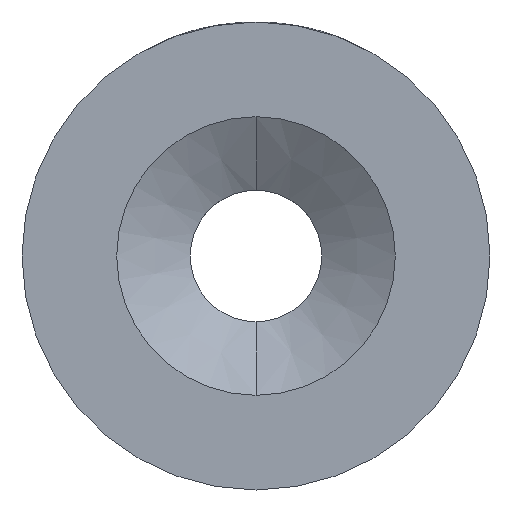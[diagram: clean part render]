
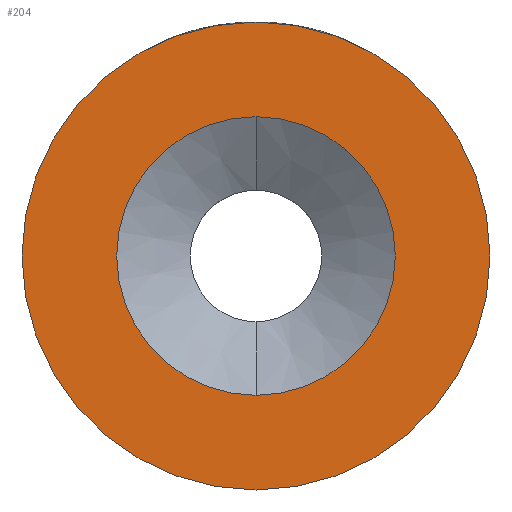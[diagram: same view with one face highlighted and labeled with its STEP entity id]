
A CAD part, front view. The second image highlights one B-rep face of the part: STEP entity #204.
In plain terms, the highlighted planar face has unit normal (0, -1, 0).
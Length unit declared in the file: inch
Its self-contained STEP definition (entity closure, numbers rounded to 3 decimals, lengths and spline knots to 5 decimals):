
#3 = EDGE_CURVE ( 'NONE', #145, #630, #283, .T. ) ;
#8 = DIRECTION ( 'NONE',  ( 0., 0., 1. ) ) ;
#14 = DIRECTION ( 'NONE',  ( 0., 1., 0. ) ) ;
#20 = PLANE ( 'NONE',  #469 ) ;
#24 = ORIENTED_EDGE ( 'NONE', *, *, #460, .F. ) ;
#25 = AXIS2_PLACEMENT_3D ( 'NONE', #756, #206, #651 ) ;
#36 = CARTESIAN_POINT ( 'NONE',  ( 0., 0., 0. ) ) ;
#44 = CARTESIAN_POINT ( 'NONE',  ( 0., 0., 0. ) ) ;
#71 = CARTESIAN_POINT ( 'NONE',  ( 0., 0., 0.21 ) ) ;
#106 = ORIENTED_EDGE ( 'NONE', *, *, #566, .F. ) ;
#125 = VERTEX_POINT ( 'NONE', #150 ) ;
#143 = EDGE_LOOP ( 'NONE', ( #106, #24 ) ) ;
#145 = VERTEX_POINT ( 'NONE', #218 ) ;
#150 = CARTESIAN_POINT ( 'NONE',  ( 0., 0., -0.21 ) ) ;
#151 = CARTESIAN_POINT ( 'NONE',  ( 0., 0., 0. ) ) ;
#204 = ADVANCED_FACE ( 'NONE', ( #669, #826 ), #20, .F. ) ;
#206 = DIRECTION ( 'NONE',  ( 0., 1., 0. ) ) ;
#209 = CARTESIAN_POINT ( 'NONE',  ( 0., 0., -0.125 ) ) ;
#218 = CARTESIAN_POINT ( 'NONE',  ( 0., 0., 0.125 ) ) ;
#228 = DIRECTION ( 'NONE',  ( 0., 0., -1. ) ) ;
#283 = CIRCLE ( 'NONE', #798, 0.125 ) ;
#317 = AXIS2_PLACEMENT_3D ( 'NONE', #151, #617, #228 ) ;
#400 = ORIENTED_EDGE ( 'NONE', *, *, #3, .F. ) ;
#403 = ORIENTED_EDGE ( 'NONE', *, *, #674, .F. ) ;
#415 = AXIS2_PLACEMENT_3D ( 'NONE', #36, #804, #538 ) ;
#423 = EDGE_LOOP ( 'NONE', ( #403, #400 ) ) ;
#432 = VERTEX_POINT ( 'NONE', #71 ) ;
#460 = EDGE_CURVE ( 'NONE', #432, #125, #725, .T. ) ;
#469 = AXIS2_PLACEMENT_3D ( 'NONE', #44, #14, #8 ) ;
#537 = CIRCLE ( 'NONE', #317, 0.125 ) ;
#538 = DIRECTION ( 'NONE',  ( 0., 0., 1. ) ) ;
#566 = EDGE_CURVE ( 'NONE', #125, #432, #704, .T. ) ;
#617 = DIRECTION ( 'NONE',  ( 0., -1., 0. ) ) ;
#630 = VERTEX_POINT ( 'NONE', #209 ) ;
#651 = DIRECTION ( 'NONE',  ( 0., 0., 1. ) ) ;
#669 = FACE_BOUND ( 'NONE', #423, .T. ) ;
#674 = EDGE_CURVE ( 'NONE', #630, #145, #537, .T. ) ;
#704 = CIRCLE ( 'NONE', #25, 0.21 ) ;
#705 = CARTESIAN_POINT ( 'NONE',  ( 0., 0., 0. ) ) ;
#725 = CIRCLE ( 'NONE', #415, 0.21 ) ;
#748 = DIRECTION ( 'NONE',  ( 0., -1., 0. ) ) ;
#756 = CARTESIAN_POINT ( 'NONE',  ( 0., 0., 0. ) ) ;
#769 = DIRECTION ( 'NONE',  ( 0., 0., -1. ) ) ;
#798 = AXIS2_PLACEMENT_3D ( 'NONE', #705, #748, #769 ) ;
#804 = DIRECTION ( 'NONE',  ( 0., 1., 0. ) ) ;
#826 = FACE_OUTER_BOUND ( 'NONE', #143, .T. ) ;
